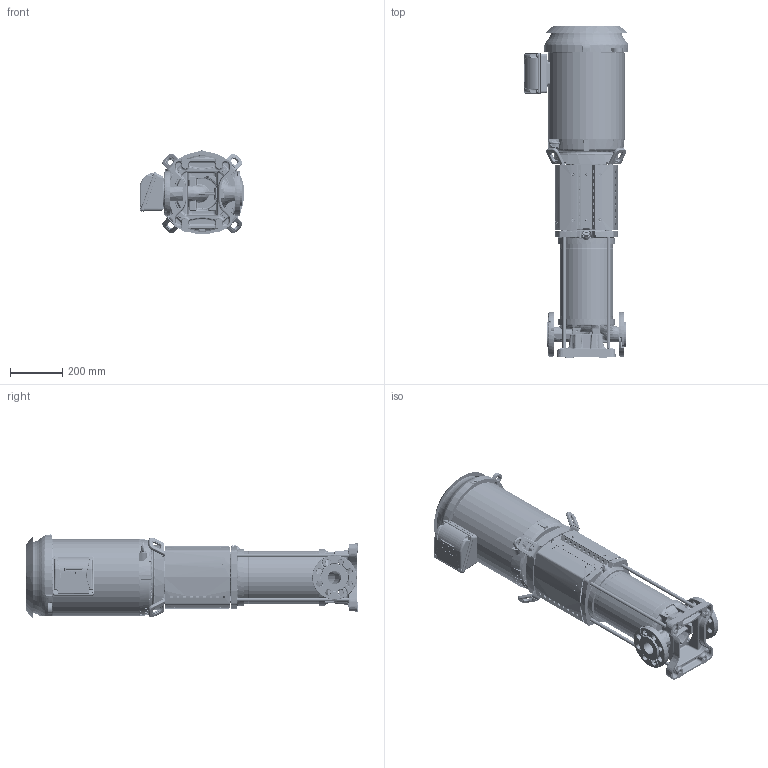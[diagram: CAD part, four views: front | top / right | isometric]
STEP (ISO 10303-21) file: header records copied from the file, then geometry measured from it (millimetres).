
FILE_DESCRIPTION(/* description */ (''),/* implementation_level */ '2;1');
FILE_NAME(/* name */ '2700870 - HELIX V110-05-1_A3_E_KS_N_15_3_Shrinkwrap_1.stp',/* time_stamp */ '2022-03-25T13:26:33-05:00',/* author */ ('faliszekte'),/* organization */ (''),/* preprocessor_version */ 'ST-DEVELOPER v18.1',/* originating_system */ 'Autodesk Inventor 2021',/* authorisation */ '');
FILE_SCHEMA (('AUTOMOTIVE_DESIGN { 1 0 10303 214 3 1 1 }'));
Length unit declared in the file: inch
Products named in the file (1): 2700870 - HELIX V110-05-1_A3_E_KS_N_15_3_Shrinkwrap_1
Bounding box: 400.85 x 1270.9 x 323.34 mm (x, y, z)
Volume: 22190601.7 mm3; surface area: 2811210.8 mm2
Topology: 3 solids, 95 shells, 5016 faces, 14943 edges, 9762 vertices
Faces by surface type: cylinder 1609, bspline 1264, plane 1210, torus 434, cone 421, sphere 78
Full cylindrical faces by diameter (mm): 0.833 x4, 2 x2, 4 x2, 4.918 x5, 6 x2, 8 x8, 8.9 x4, 9.5 x3, 10.25 x3, 14 x10, 14.376 x168, 16 x168, 16.662 x1, 17.5 x1, 18 x8, 18.64 x1, 20.813 x1, 31 x1, 47.6 x1, 61 x2, 88 x1, 99 x2, 110.3 x3, 114 x1, 119.6 x1, 200 x1, 203 x2, 204 x1, 215.9 x1, 220 x1
Entity records: 349241 total; most frequent: CARTESIAN_POINT 221850, ORIENTED_EDGE 26405, DIRECTION 23481, EDGE_CURVE 14861, VERTEX_POINT 9762, AXIS2_PLACEMENT_3D 9230, EDGE_LOOP 5310, LINE 5021
